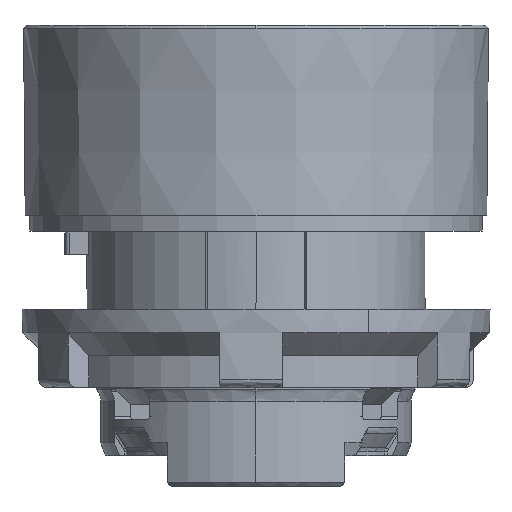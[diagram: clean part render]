
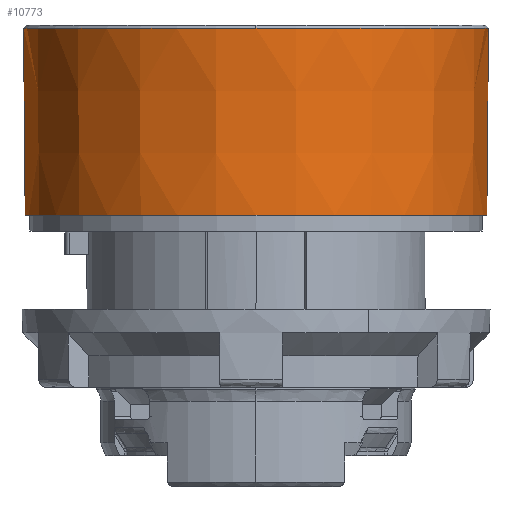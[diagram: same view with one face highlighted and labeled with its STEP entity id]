
A CAD part, left-side view. The second image highlights one B-rep face of the part: STEP entity #10773.
In plain terms, the highlighted conical face has half-angle 0.5 degrees and reference radius 14.898 mm.
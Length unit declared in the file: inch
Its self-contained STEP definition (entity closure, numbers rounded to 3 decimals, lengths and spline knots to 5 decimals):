
#627 = VERTEX_POINT ( 'NONE', #13311 ) ;
#982 = CARTESIAN_POINT ( 'NONE',  ( 0., 0., 0.47244 ) ) ;
#1229 = DIRECTION ( 'NONE',  ( 0., -1., 0. ) ) ;
#1676 = EDGE_CURVE ( 'NONE', #14457, #627, #14759, .T. ) ;
#2534 = DIRECTION ( 'NONE',  ( 0., 0., -1. ) ) ;
#2712 = ORIENTED_EDGE ( 'NONE', *, *, #1676, .T. ) ;
#2880 = AXIS2_PLACEMENT_3D ( 'NONE', #982, #2534, #13280 ) ;
#3174 = DIRECTION ( 'NONE',  ( 0., 0., -1. ) ) ;
#3278 = CARTESIAN_POINT ( 'NONE',  ( -0.58655, 0., 0.47244 ) ) ;
#3877 = VERTEX_POINT ( 'NONE', #9469 ) ;
#4427 = CARTESIAN_POINT ( 'NONE',  ( 0., 0., 0.47244 ) ) ;
#5560 = FACE_OUTER_BOUND ( 'NONE', #14930, .T. ) ;
#5934 = VECTOR ( 'NONE', #10515, 39.37008 ) ;
#6121 = LINE ( 'NONE', #15961, #6463 ) ;
#6463 = VECTOR ( 'NONE', #15811, 39.37008 ) ;
#6739 = CONICAL_SURFACE ( 'NONE', #8801, 0.58655, 0.009 ) ;
#7117 = LINE ( 'NONE', #9539, #5934 ) ;
#8106 = DIRECTION ( 'NONE',  ( 0., -1., 0. ) ) ;
#8551 = CIRCLE ( 'NONE', #2880, 0.58655 ) ;
#8801 = AXIS2_PLACEMENT_3D ( 'NONE', #4427, #9208, #11726 ) ;
#8862 = VERTEX_POINT ( 'NONE', #3278 ) ;
#9208 = DIRECTION ( 'NONE',  ( 0., 0., 1. ) ) ;
#9297 = EDGE_CURVE ( 'NONE', #3877, #8862, #10849, .T. ) ;
#9469 = CARTESIAN_POINT ( 'NONE',  ( 0., -0.58655, 0.47244 ) ) ;
#9539 = CARTESIAN_POINT ( 'NONE',  ( 0., -0.58655, 0.47244 ) ) ;
#9582 = EDGE_CURVE ( 'NONE', #627, #3877, #7117, .T. ) ;
#9670 = CARTESIAN_POINT ( 'NONE',  ( 0., 0.58242, 0. ) ) ;
#9678 = ORIENTED_EDGE ( 'NONE', *, *, #10078, .F. ) ;
#10078 = EDGE_CURVE ( 'NONE', #14457, #12772, #6121, .T. ) ;
#10515 = DIRECTION ( 'NONE',  ( 0., -0.009, 1. ) ) ;
#10773 = ADVANCED_FACE ( 'NONE', ( #5560 ), #6739, .T. ) ;
#10849 = CIRCLE ( 'NONE', #13411, 0.58655 ) ;
#11084 = CARTESIAN_POINT ( 'NONE',  ( 0., 0.58655, 0.47244 ) ) ;
#11464 = EDGE_CURVE ( 'NONE', #8862, #12772, #8551, .T. ) ;
#11726 = DIRECTION ( 'NONE',  ( 0., -1., 0. ) ) ;
#12191 = AXIS2_PLACEMENT_3D ( 'NONE', #12395, #12489, #1229 ) ;
#12302 = ORIENTED_EDGE ( 'NONE', *, *, #11464, .T. ) ;
#12395 = CARTESIAN_POINT ( 'NONE',  ( 0., 0., 0. ) ) ;
#12489 = DIRECTION ( 'NONE',  ( 0., 0., 1. ) ) ;
#12649 = ORIENTED_EDGE ( 'NONE', *, *, #9297, .T. ) ;
#12772 = VERTEX_POINT ( 'NONE', #11084 ) ;
#13280 = DIRECTION ( 'NONE',  ( 0., -1., 0. ) ) ;
#13311 = CARTESIAN_POINT ( 'NONE',  ( 0., -0.58242, 0. ) ) ;
#13411 = AXIS2_PLACEMENT_3D ( 'NONE', #14249, #3174, #8106 ) ;
#14249 = CARTESIAN_POINT ( 'NONE',  ( 0., 0., 0.47244 ) ) ;
#14284 = ORIENTED_EDGE ( 'NONE', *, *, #9582, .T. ) ;
#14457 = VERTEX_POINT ( 'NONE', #9670 ) ;
#14759 = CIRCLE ( 'NONE', #12191, 0.58242 ) ;
#14930 = EDGE_LOOP ( 'NONE', ( #9678, #2712, #14284, #12649, #12302 ) ) ;
#15811 = DIRECTION ( 'NONE',  ( 0., 0.009, 1. ) ) ;
#15961 = CARTESIAN_POINT ( 'NONE',  ( 0., 0.58655, 0.47244 ) ) ;
